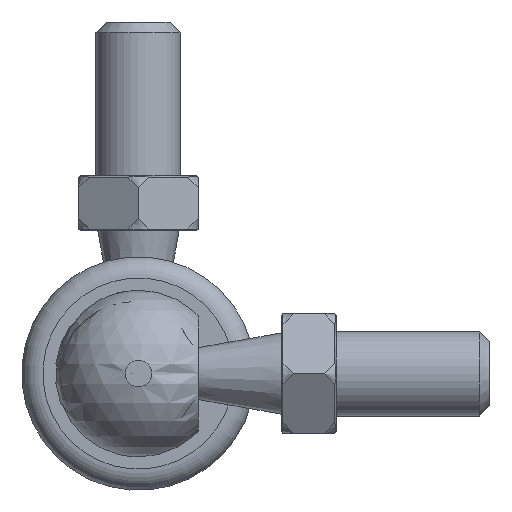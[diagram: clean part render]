
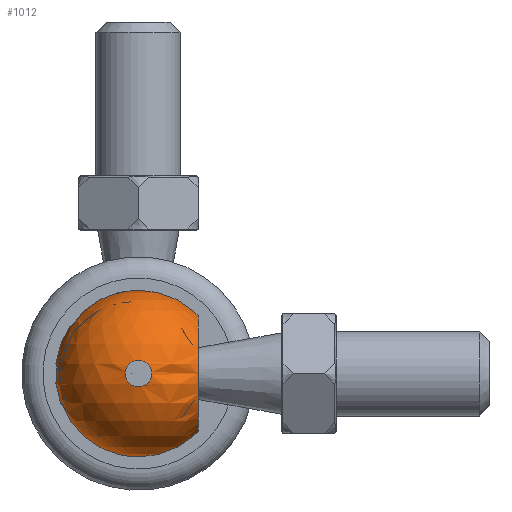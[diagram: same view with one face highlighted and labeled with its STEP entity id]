
A CAD part, left-side view. The second image highlights one B-rep face of the part: STEP entity #1012.
In plain terms, the highlighted spherical face has radius 7.85 mm.
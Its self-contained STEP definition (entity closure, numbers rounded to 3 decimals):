
#172=SPHERICAL_SURFACE('',#1121,7.85);
#238=FACE_BOUND('',#384,.T.);
#239=FACE_BOUND('',#385,.T.);
#240=FACE_BOUND('',#386,.T.);
#384=EDGE_LOOP('',(#759));
#385=EDGE_LOOP('',(#760));
#386=EDGE_LOOP('',(#761));
#451=CIRCLE('',#1106,1.249);
#455=CIRCLE('',#1113,5.25);
#457=CIRCLE('',#1118,5.45);
#500=VERTEX_POINT('',#1485);
#504=VERTEX_POINT('',#1496);
#506=VERTEX_POINT('',#1503);
#597=EDGE_CURVE('',#500,#500,#451,.T.);
#601=EDGE_CURVE('',#504,#504,#455,.T.);
#603=EDGE_CURVE('',#506,#506,#457,.T.);
#759=ORIENTED_EDGE('',*,*,#597,.T.);
#760=ORIENTED_EDGE('',*,*,#601,.T.);
#761=ORIENTED_EDGE('',*,*,#603,.T.);
#1012=ADVANCED_FACE('',(#238,#239,#240),#172,.T.);
#1106=AXIS2_PLACEMENT_3D('',#1486,#1266,#1267);
#1113=AXIS2_PLACEMENT_3D('',#1497,#1280,#1281);
#1118=AXIS2_PLACEMENT_3D('',#1504,#1290,#1291);
#1121=AXIS2_PLACEMENT_3D('',#1508,#1296,#1297);
#1266=DIRECTION('center_axis',(0.,-1.,0.));
#1267=DIRECTION('ref_axis',(0.,0.,1.));
#1280=DIRECTION('center_axis',(0.,1.,0.));
#1281=DIRECTION('ref_axis',(1.,0.,0.));
#1290=DIRECTION('center_axis',(-1.,0.,0.));
#1291=DIRECTION('ref_axis',(0.,0.,-1.));
#1296=DIRECTION('center_axis',(0.,0.,1.));
#1297=DIRECTION('ref_axis',(1.,0.,0.));
#1485=CARTESIAN_POINT('',(0.,7.75,-9.099));
#1486=CARTESIAN_POINT('Origin',(0.,7.75,-7.85));
#1496=CARTESIAN_POINT('',(-5.25,-5.836,-7.85));
#1497=CARTESIAN_POINT('Origin',(0.,-5.836,
-7.85));
#1503=CARTESIAN_POINT('',(5.65,0.,-2.4));
#1504=CARTESIAN_POINT('Origin',(5.65,0.,-7.85));
#1508=CARTESIAN_POINT('Origin',(0.,0.,-7.85));
